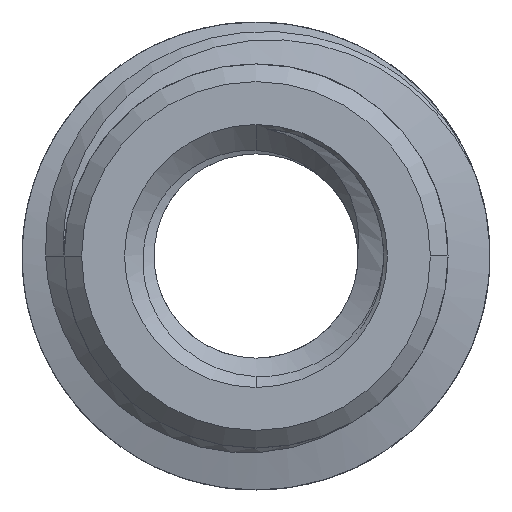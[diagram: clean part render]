
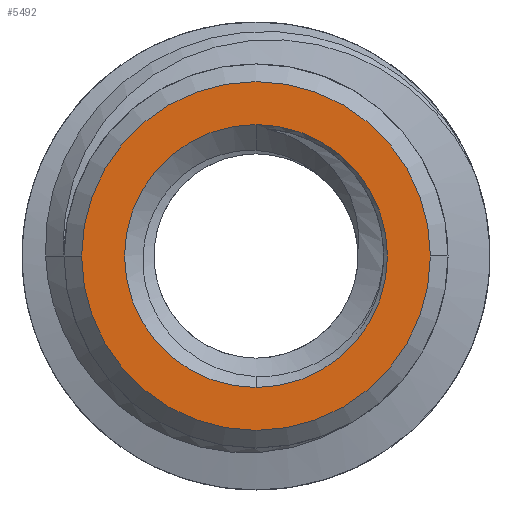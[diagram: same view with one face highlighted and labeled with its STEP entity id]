
A CAD part, front view. The second image highlights one B-rep face of the part: STEP entity #5492.
In plain terms, the highlighted planar face has unit normal (0, -1, 0).
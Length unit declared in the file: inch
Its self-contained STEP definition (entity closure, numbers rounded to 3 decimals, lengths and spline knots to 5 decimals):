
#187 = AXIS2_PLACEMENT_3D ( 'NONE', #5904, #1856, #6583 ) ;
#437 = AXIS2_PLACEMENT_3D ( 'NONE', #1010, #5748, #1690 ) ;
#1010 = CARTESIAN_POINT ( 'NONE',  ( 0., -1.181, 0. ) ) ;
#1595 = DIRECTION ( 'NONE',  ( 0., 0., 1. ) ) ;
#1598 = EDGE_CURVE ( 'NONE', #3944, #7338, #3120, .T. ) ;
#1690 = DIRECTION ( 'NONE',  ( 0., 0., 1. ) ) ;
#1813 = CARTESIAN_POINT ( 'NONE',  ( 0.20567, -1.181, 0. ) ) ;
#1856 = DIRECTION ( 'NONE',  ( 0., -1., 0. ) ) ;
#1969 = CARTESIAN_POINT ( 'NONE',  ( -0.20567, -1.181, 0. ) ) ;
#2145 = FACE_BOUND ( 'NONE', #7042, .T. ) ;
#2512 = DIRECTION ( 'NONE',  ( 0., -1., 0. ) ) ;
#2583 = AXIS2_PLACEMENT_3D ( 'NONE', #5624, #5657, #1595 ) ;
#3120 = CIRCLE ( 'NONE', #5554, 0.15514 ) ;
#3300 = CIRCLE ( 'NONE', #437, 0.15514 ) ;
#3304 = EDGE_CURVE ( 'NONE', #7338, #3944, #3300, .T. ) ;
#3602 = CARTESIAN_POINT ( 'NONE',  ( 0., -1.181, 0. ) ) ;
#3620 = EDGE_CURVE ( 'NONE', #6617, #7207, #7718, .T. ) ;
#3944 = VERTEX_POINT ( 'NONE', #8692 ) ;
#4281 = ORIENTED_EDGE ( 'NONE', *, *, #1598, .T. ) ;
#4291 = DIRECTION ( 'NONE',  ( 0., 0., 1. ) ) ;
#4371 = FACE_OUTER_BOUND ( 'NONE', #6917, .T. ) ;
#4985 = PLANE ( 'NONE',  #2583 ) ;
#5492 = ADVANCED_FACE ( 'NONE', ( #4371, #2145 ), #4985, .F. ) ;
#5554 = AXIS2_PLACEMENT_3D ( 'NONE', #3602, #8387, #4291 ) ;
#5624 = CARTESIAN_POINT ( 'NONE',  ( 0., -1.181, 0. ) ) ;
#5657 = DIRECTION ( 'NONE',  ( 0., 1., 0. ) ) ;
#5748 = DIRECTION ( 'NONE',  ( 0., 1., 0. ) ) ;
#5904 = CARTESIAN_POINT ( 'NONE',  ( 0., -1.181, 0. ) ) ;
#5944 = CARTESIAN_POINT ( 'NONE',  ( 0., -1.181, 0.15514 ) ) ;
#6286 = ORIENTED_EDGE ( 'NONE', *, *, #3620, .T. ) ;
#6295 = EDGE_CURVE ( 'NONE', #7207, #6617, #7807, .T. ) ;
#6571 = CARTESIAN_POINT ( 'NONE',  ( 0., -1.181, 0. ) ) ;
#6583 = DIRECTION ( 'NONE',  ( 0., 0., 1. ) ) ;
#6617 = VERTEX_POINT ( 'NONE', #1969 ) ;
#6917 = EDGE_LOOP ( 'NONE', ( #6286, #7222 ) ) ;
#7042 = EDGE_LOOP ( 'NONE', ( #4281, #8663 ) ) ;
#7207 = VERTEX_POINT ( 'NONE', #1813 ) ;
#7222 = ORIENTED_EDGE ( 'NONE', *, *, #6295, .T. ) ;
#7251 = AXIS2_PLACEMENT_3D ( 'NONE', #6571, #2512, #7285 ) ;
#7285 = DIRECTION ( 'NONE',  ( 0., 0., 1. ) ) ;
#7338 = VERTEX_POINT ( 'NONE', #5944 ) ;
#7718 = CIRCLE ( 'NONE', #7251, 0.20567 ) ;
#7807 = CIRCLE ( 'NONE', #187, 0.20567 ) ;
#8387 = DIRECTION ( 'NONE',  ( 0., 1., 0. ) ) ;
#8663 = ORIENTED_EDGE ( 'NONE', *, *, #3304, .T. ) ;
#8692 = CARTESIAN_POINT ( 'NONE',  ( 0., -1.181, -0.15514 ) ) ;
